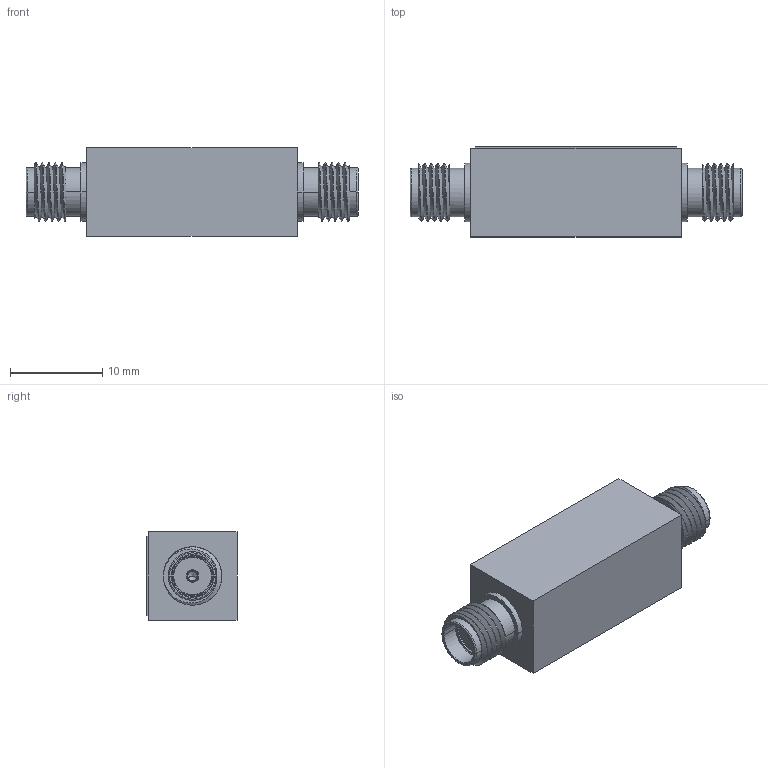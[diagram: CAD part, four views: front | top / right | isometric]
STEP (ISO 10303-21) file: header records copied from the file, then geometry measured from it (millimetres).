
FILE_DESCRIPTION (( 'STEP AP214' ), '1' );
FILE_NAME ('LM-10M18G-16-20W-AL-SFF JNE.STEP', '2023-11-30T22:01:07', ( '' ), ( '' ), 'SwSTEP 2.0', 'SolidWorks 2023', '' );
FILE_SCHEMA (( 'AUTOMOTIVE_DESIGN' ));
Length unit declared in the file: inch
Products named in the file (1): LM-10M18G-16-20W-AL-SFF JNE
Bounding box: 36.07 x 9.78 x 9.65 mm (x, y, z)
Volume: 2572.9 mm3; surface area: 2182.9 mm2
Topology: 4 solids, 6 shells, 1138 faces, 3824 edges, 2818 vertices
Faces by surface type: cylinder 556, torus 420, plane 150, cone 8, bspline 4
Entity records: 75670 total; most frequent: CARTESIAN_POINT 27865, ORIENTED_EDGE 7632, DIRECTION 6326, EDGE_CURVE 3816, VERTEX_POINT 2818, AXIS2_PLACEMENT_3D 2563, CIRCLE 1428, EDGE_LOOP 1266
